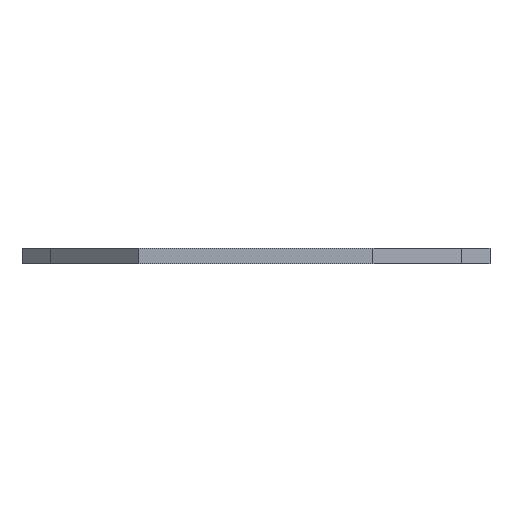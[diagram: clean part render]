
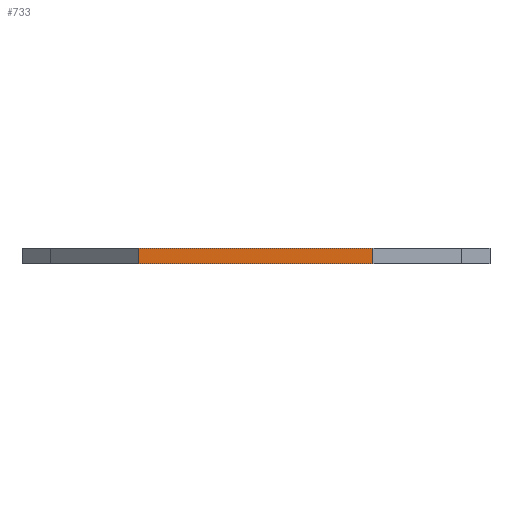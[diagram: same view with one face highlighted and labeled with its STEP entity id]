
A CAD part, front view. The second image highlights one B-rep face of the part: STEP entity #733.
In plain terms, the highlighted planar face has unit normal (0, -1, 0).
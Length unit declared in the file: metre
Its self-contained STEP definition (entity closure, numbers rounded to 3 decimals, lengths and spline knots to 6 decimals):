
#167=ORIENTED_EDGE('',*,*,#325,.F.);
#168=ORIENTED_EDGE('',*,*,#244,.F.);
#169=ORIENTED_EDGE('',*,*,#326,.T.);
#170=ORIENTED_EDGE('',*,*,#285,.T.);
#244=EDGE_CURVE('',#330,#327,#400,.T.);
#285=EDGE_CURVE('',#358,#357,#441,.T.);
#325=EDGE_CURVE('',#327,#357,#443,.T.);
#326=EDGE_CURVE('',#330,#358,#444,.T.);
#327=VERTEX_POINT('',#1027);
#330=VERTEX_POINT('',#1032);
#357=VERTEX_POINT('',#1114);
#358=VERTEX_POINT('',#1116);
#400=LINE('',#1033,#448);
#441=LINE('',#1115,#489);
#443=LINE('',#1214,#491);
#444=LINE('',#1215,#492);
#448=VECTOR('',#831,1.);
#489=VECTOR('',#900,1.);
#491=VECTOR('',#1018,1.);
#492=VECTOR('',#1019,1.);
#546=EDGE_LOOP('',(#167,#168,#169,#170));
#640=FACE_BOUND('',#546,.T.);
#696=PLANE('',#821);
#733=ADVANCED_FACE('',(#640),#696,.T.);
#821=AXIS2_PLACEMENT_3D('',#1213,#1016,#1017);
#831=DIRECTION('',(0.,0.,-1.));
#900=DIRECTION('',(0.,0.,-1.));
#1016=DIRECTION('',(0.,-1.,0.));
#1017=DIRECTION('',(1.,0.,0.));
#1018=DIRECTION('',(-1.,0.,0.));
#1019=DIRECTION('',(-1.,0.,0.));
#1027=CARTESIAN_POINT('',(0.0735,-0.114,0.));
#1032=CARTESIAN_POINT('',(0.0735,-0.114,0.003175));
#1033=CARTESIAN_POINT('',(0.0735,-0.114,0.003175));
#1114=CARTESIAN_POINT('',(0.0245,-0.114,0.));
#1115=CARTESIAN_POINT('',(0.0245,-0.114,0.003175));
#1116=CARTESIAN_POINT('',(0.0245,-0.114,0.003175));
#1213=CARTESIAN_POINT('',(0.049,-0.114,0.003175));
#1214=CARTESIAN_POINT('',(0.049,-0.114,0.));
#1215=CARTESIAN_POINT('',(0.049,-0.114,0.003175));
